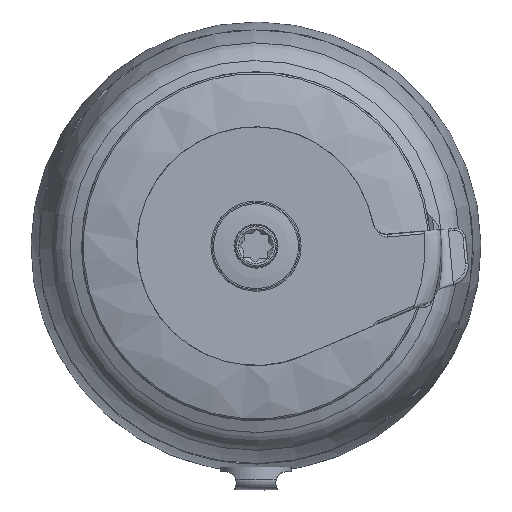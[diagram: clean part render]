
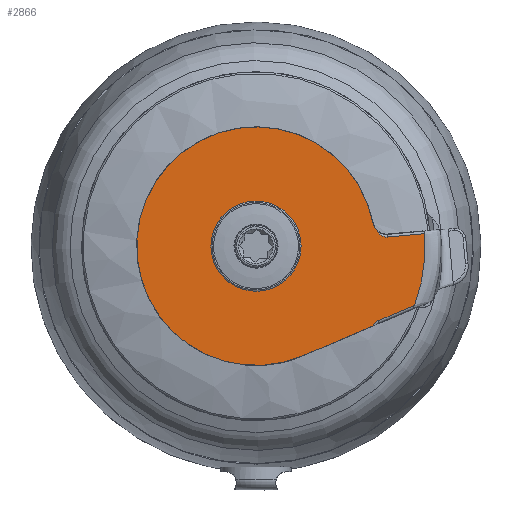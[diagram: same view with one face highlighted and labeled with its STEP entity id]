
A CAD part, top view. The second image highlights one B-rep face of the part: STEP entity #2866.
In plain terms, the highlighted planar face has unit normal (0, 0, 1).
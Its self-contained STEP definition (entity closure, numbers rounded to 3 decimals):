
#211=LINE('',#4812,#361);
#212=LINE('',#4816,#362);
#213=LINE('',#4824,#363);
#361=VECTOR('',#3658,30.047);
#362=VECTOR('',#3661,28.086);
#363=VECTOR('',#3668,57.211);
#483=PLANE('',#3116);
#546=FACE_BOUND('',#852,.T.);
#643=FACE_OUTER_BOUND('',#851,.T.);
#851=EDGE_LOOP('',(#2159,#2160,#2161,#2162,#2163,#2164,#2165,#2166));
#852=EDGE_LOOP('',(#2167));
#1081=CIRCLE('',#3117,127.5);
#1082=CIRCLE('',#3118,7.5);
#1083=CIRCLE('',#3119,10.);
#1084=CIRCLE('',#3120,89.9);
#1085=CIRCLE('',#3121,7.5);
#1086=CIRCLE('',#3122,34.);
#1321=VERTEX_POINT('',#4810);
#1322=VERTEX_POINT('',#4811);
#1323=VERTEX_POINT('',#4813);
#1324=VERTEX_POINT('',#4815);
#1325=VERTEX_POINT('',#4817);
#1326=VERTEX_POINT('',#4819);
#1327=VERTEX_POINT('',#4821);
#1328=VERTEX_POINT('',#4823);
#1329=VERTEX_POINT('',#4826);
#1645=EDGE_CURVE('',#1321,#1322,#211,.T.);
#1646=EDGE_CURVE('',#1322,#1323,#1081,.T.);
#1647=EDGE_CURVE('',#1324,#1323,#212,.T.);
#1648=EDGE_CURVE('',#1325,#1324,#1082,.T.);
#1649=EDGE_CURVE('',#1326,#1325,#1083,.T.);
#1650=EDGE_CURVE('',#1327,#1326,#1084,.T.);
#1651=EDGE_CURVE('',#1328,#1327,#213,.T.);
#1652=EDGE_CURVE('',#1321,#1328,#1085,.T.);
#1653=EDGE_CURVE('',#1329,#1329,#1086,.T.);
#2159=ORIENTED_EDGE('',*,*,#1645,.T.);
#2160=ORIENTED_EDGE('',*,*,#1646,.T.);
#2161=ORIENTED_EDGE('',*,*,#1647,.F.);
#2162=ORIENTED_EDGE('',*,*,#1648,.F.);
#2163=ORIENTED_EDGE('',*,*,#1649,.F.);
#2164=ORIENTED_EDGE('',*,*,#1650,.F.);
#2165=ORIENTED_EDGE('',*,*,#1651,.F.);
#2166=ORIENTED_EDGE('',*,*,#1652,.F.);
#2167=ORIENTED_EDGE('',*,*,#1653,.F.);
#2866=ADVANCED_FACE('',(#643,#546),#483,.T.);
#3116=AXIS2_PLACEMENT_3D('',#4809,#3656,#3657);
#3117=AXIS2_PLACEMENT_3D('',#4814,#3659,#3660);
#3118=AXIS2_PLACEMENT_3D('',#4818,#3662,#3663);
#3119=AXIS2_PLACEMENT_3D('',#4820,#3664,#3665);
#3120=AXIS2_PLACEMENT_3D('',#4822,#3666,#3667);
#3121=AXIS2_PLACEMENT_3D('',#4825,#3669,#3670);
#3122=AXIS2_PLACEMENT_3D('',#4827,#3671,#3672);
#3656=DIRECTION('center_axis',(0.,0.,
1.));
#3657=DIRECTION('ref_axis',(-0.089,0.996,0.));
#3658=DIRECTION('',(0.92,0.393,0.));
#3659=DIRECTION('center_axis',(0.,0.,
1.));
#3660=DIRECTION('ref_axis',(-0.929,0.37,0.));
#3661=DIRECTION('',(0.996,0.089,0.));
#3662=DIRECTION('center_axis',(0.,0.,
1.));
#3663=DIRECTION('ref_axis',(0.089,-0.996,0.));
#3664=DIRECTION('center_axis',(0.,0.,
1.));
#3665=DIRECTION('ref_axis',(-0.982,-0.189,0.));
#3666=DIRECTION('center_axis',(0.,0.,
-1.));
#3667=DIRECTION('ref_axis',(-0.982,-0.189,0.));
#3668=DIRECTION('',(-0.92,-0.393,0.));
#3669=DIRECTION('center_axis',(0.,0.,
1.));
#3670=DIRECTION('ref_axis',(-0.089,0.996,0.));
#3671=DIRECTION('center_axis',(0.,0.,
1.));
#3672=DIRECTION('ref_axis',(-0.322,-0.947,0.));
#4809=CARTESIAN_POINT('Origin',(54.657,-7.834,321.8));
#4810=CARTESIAN_POINT('',(91.825,-56.366,321.8));
#4811=CARTESIAN_POINT('',(119.458,-44.565,321.8));
#4812=CARTESIAN_POINT('',(126.865,-41.402,321.8));
#4813=CARTESIAN_POINT('',(127.153,9.396,321.801));
#4814=CARTESIAN_POINT('Origin',(0.,0.,
321.8));
#4815=CARTESIAN_POINT('',(99.18,6.887,321.8));
#4816=CARTESIAN_POINT('',(132.149,9.844,321.8));
#4817=CARTESIAN_POINT('',(91.74,11.128,321.8));
#4818=CARTESIAN_POINT('Origin',(98.51,14.357,321.8));
#4819=CARTESIAN_POINT('',(88.287,16.953,321.8));
#4820=CARTESIAN_POINT('Origin',(98.108,18.839,321.8));
#4821=CARTESIAN_POINT('',(35.307,-82.677,321.8));
#4822=CARTESIAN_POINT('Origin',(0.,0.,
321.8));
#4823=CARTESIAN_POINT('',(87.921,-60.208,321.8));
#4824=CARTESIAN_POINT('',(121.427,-45.899,321.8));
#4825=CARTESIAN_POINT('Origin',(94.77,-63.263,321.8));
#4826=CARTESIAN_POINT('',(-10.942,-32.191,321.8));
#4827=CARTESIAN_POINT('Origin',(0.,0.,
321.8));
